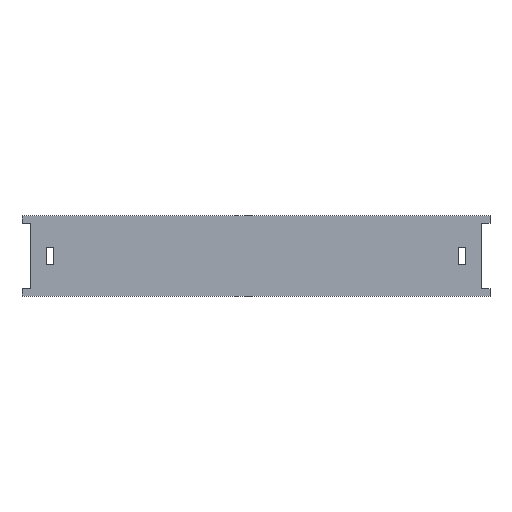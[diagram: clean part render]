
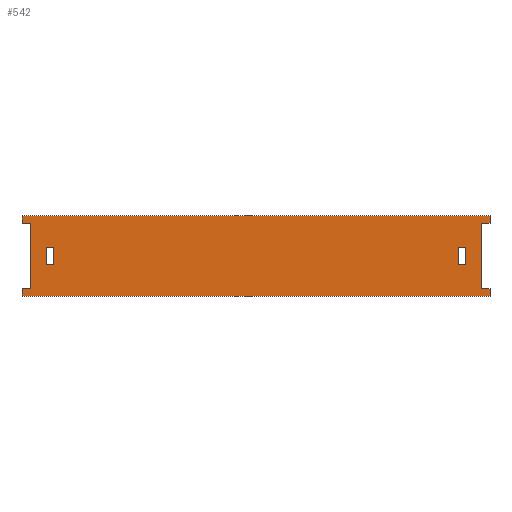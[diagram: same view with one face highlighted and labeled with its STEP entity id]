
A CAD part, top view. The second image highlights one B-rep face of the part: STEP entity #542.
In plain terms, the highlighted planar face has unit normal (0, 0, 1).
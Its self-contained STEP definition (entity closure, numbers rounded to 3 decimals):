
#21=FACE_BOUND('',#107,.T.);
#22=FACE_BOUND('',#108,.T.);
#44=PLANE('',#592);
#72=FACE_OUTER_BOUND('',#106,.T.);
#106=EDGE_LOOP('',(#463,#464,#465,#466,#467,#468,#469,#470,#471,#472,#473,
#474));
#107=EDGE_LOOP('',(#475,#476,#477,#478));
#108=EDGE_LOOP('',(#479,#480,#481,#482));
#120=LINE('',#767,#184);
#123=LINE('',#773,#187);
#127=LINE('',#781,#191);
#130=LINE('',#785,#194);
#132=LINE('',#791,#196);
#135=LINE('',#797,#199);
#139=LINE('',#805,#203);
#142=LINE('',#809,#206);
#144=LINE('',#815,#208);
#148=LINE('',#823,#212);
#150=LINE('',#827,#214);
#153=LINE('',#833,#217);
#157=LINE('',#841,#221);
#160=LINE('',#847,#224);
#163=LINE('',#853,#227);
#165=LINE('',#857,#229);
#169=LINE('',#865,#233);
#171=LINE('',#869,#235);
#172=LINE('',#871,#236);
#173=LINE('',#872,#237);
#184=VECTOR('',#634,10.);
#187=VECTOR('',#639,10.);
#191=VECTOR('',#645,10.);
#194=VECTOR('',#650,10.);
#196=VECTOR('',#654,10.);
#199=VECTOR('',#659,10.);
#203=VECTOR('',#665,10.);
#206=VECTOR('',#670,10.);
#208=VECTOR('',#674,10.);
#212=VECTOR('',#680,10.);
#214=VECTOR('',#684,10.);
#217=VECTOR('',#689,10.);
#221=VECTOR('',#695,10.);
#224=VECTOR('',#700,10.);
#227=VECTOR('',#705,10.);
#229=VECTOR('',#709,10.);
#233=VECTOR('',#715,10.);
#235=VECTOR('',#719,10.);
#236=VECTOR('',#720,10.);
#237=VECTOR('',#721,10.);
#259=VERTEX_POINT('',#763);
#261=VERTEX_POINT('',#766);
#263=VERTEX_POINT('',#772);
#266=VERTEX_POINT('',#780);
#267=VERTEX_POINT('',#787);
#269=VERTEX_POINT('',#790);
#271=VERTEX_POINT('',#796);
#274=VERTEX_POINT('',#804);
#275=VERTEX_POINT('',#811);
#277=VERTEX_POINT('',#814);
#280=VERTEX_POINT('',#822);
#281=VERTEX_POINT('',#826);
#283=VERTEX_POINT('',#832);
#286=VERTEX_POINT('',#840);
#288=VERTEX_POINT('',#846);
#290=VERTEX_POINT('',#852);
#291=VERTEX_POINT('',#856);
#294=VERTEX_POINT('',#864);
#295=VERTEX_POINT('',#868);
#296=VERTEX_POINT('',#870);
#312=EDGE_CURVE('',#261,#259,#120,.T.);
#315=EDGE_CURVE('',#263,#261,#123,.T.);
#319=EDGE_CURVE('',#266,#263,#127,.T.);
#322=EDGE_CURVE('',#259,#266,#130,.T.);
#324=EDGE_CURVE('',#269,#267,#132,.T.);
#327=EDGE_CURVE('',#271,#269,#135,.T.);
#331=EDGE_CURVE('',#274,#271,#139,.T.);
#334=EDGE_CURVE('',#267,#274,#142,.T.);
#336=EDGE_CURVE('',#277,#275,#144,.T.);
#340=EDGE_CURVE('',#280,#277,#148,.T.);
#342=EDGE_CURVE('',#281,#280,#150,.T.);
#345=EDGE_CURVE('',#283,#281,#153,.T.);
#349=EDGE_CURVE('',#286,#283,#157,.T.);
#352=EDGE_CURVE('',#288,#286,#160,.T.);
#355=EDGE_CURVE('',#290,#288,#163,.T.);
#357=EDGE_CURVE('',#291,#290,#165,.T.);
#361=EDGE_CURVE('',#294,#291,#169,.T.);
#363=EDGE_CURVE('',#294,#295,#171,.T.);
#364=EDGE_CURVE('',#296,#275,#172,.T.);
#365=EDGE_CURVE('',#295,#296,#173,.T.);
#463=ORIENTED_EDGE('',*,*,#363,.F.);
#464=ORIENTED_EDGE('',*,*,#361,.T.);
#465=ORIENTED_EDGE('',*,*,#357,.T.);
#466=ORIENTED_EDGE('',*,*,#355,.T.);
#467=ORIENTED_EDGE('',*,*,#352,.T.);
#468=ORIENTED_EDGE('',*,*,#349,.T.);
#469=ORIENTED_EDGE('',*,*,#345,.T.);
#470=ORIENTED_EDGE('',*,*,#342,.T.);
#471=ORIENTED_EDGE('',*,*,#340,.T.);
#472=ORIENTED_EDGE('',*,*,#336,.T.);
#473=ORIENTED_EDGE('',*,*,#364,.F.);
#474=ORIENTED_EDGE('',*,*,#365,.F.);
#475=ORIENTED_EDGE('',*,*,#334,.T.);
#476=ORIENTED_EDGE('',*,*,#331,.T.);
#477=ORIENTED_EDGE('',*,*,#327,.T.);
#478=ORIENTED_EDGE('',*,*,#324,.T.);
#479=ORIENTED_EDGE('',*,*,#322,.T.);
#480=ORIENTED_EDGE('',*,*,#319,.T.);
#481=ORIENTED_EDGE('',*,*,#315,.T.);
#482=ORIENTED_EDGE('',*,*,#312,.T.);
#542=ADVANCED_FACE('',(#72,#21,#22),#44,.T.);
#592=AXIS2_PLACEMENT_3D('',#867,#717,#718);
#634=DIRECTION('',(-1.,0.,0.));
#639=DIRECTION('',(0.,-1.,0.));
#645=DIRECTION('',(1.,0.,0.));
#650=DIRECTION('',(0.,1.,0.));
#654=DIRECTION('',(-1.,0.,0.));
#659=DIRECTION('',(0.,-1.,0.));
#665=DIRECTION('',(1.,0.,0.));
#670=DIRECTION('',(0.,1.,0.));
#674=DIRECTION('',(0.,-1.,0.));
#680=DIRECTION('',(1.,0.,0.));
#684=DIRECTION('',(0.,-1.,0.));
#689=DIRECTION('',(-1.,0.,0.));
#695=DIRECTION('',(0.,1.,0.));
#700=DIRECTION('',(1.,0.,0.));
#705=DIRECTION('',(0.,1.,0.));
#709=DIRECTION('',(-1.,0.,0.));
#715=DIRECTION('',(0.,1.,0.));
#717=DIRECTION('center_axis',(0.,0.,1.));
#718=DIRECTION('ref_axis',(1.,0.,0.));
#719=DIRECTION('',(-1.,0.,0.));
#720=DIRECTION('',(1.,0.,0.));
#721=DIRECTION('',(0.,1.,0.));
#763=CARTESIAN_POINT('',(100.25,-4.25,8.));
#766=CARTESIAN_POINT('',(103.75,-4.25,8.));
#767=CARTESIAN_POINT('',(51.,-4.25,8.));
#772=CARTESIAN_POINT('',(103.75,4.25,8.));
#773=CARTESIAN_POINT('',(103.75,0.,8.));
#780=CARTESIAN_POINT('',(100.25,4.25,8.));
#781=CARTESIAN_POINT('',(51.,4.25,8.));
#785=CARTESIAN_POINT('',(100.25,0.,8.));
#787=CARTESIAN_POINT('',(-103.75,-4.25,8.));
#790=CARTESIAN_POINT('',(-100.25,-4.25,8.));
#791=CARTESIAN_POINT('',(-51.,-4.25,8.));
#796=CARTESIAN_POINT('',(-100.25,4.25,8.));
#797=CARTESIAN_POINT('',(-100.25,0.,8.));
#804=CARTESIAN_POINT('',(-103.75,4.25,8.));
#805=CARTESIAN_POINT('',(-51.,4.25,8.));
#809=CARTESIAN_POINT('',(-103.75,0.,8.));
#811=CARTESIAN_POINT('',(-112.,-16.25,8.));
#814=CARTESIAN_POINT('',(-112.,16.25,8.));
#815=CARTESIAN_POINT('',(-112.,0.,8.));
#822=CARTESIAN_POINT('',(-116.,16.25,8.));
#823=CARTESIAN_POINT('',(-57.,16.25,8.));
#826=CARTESIAN_POINT('',(-116.,19.875,8.));
#827=CARTESIAN_POINT('',(-116.,9.031,8.));
#832=CARTESIAN_POINT('',(116.,19.875,8.));
#833=CARTESIAN_POINT('',(0.,19.875,8.));
#840=CARTESIAN_POINT('',(116.,16.25,8.));
#841=CARTESIAN_POINT('',(116.,9.031,8.));
#846=CARTESIAN_POINT('',(112.,16.25,8.));
#847=CARTESIAN_POINT('',(57.,16.25,8.));
#852=CARTESIAN_POINT('',(112.,-16.25,8.));
#853=CARTESIAN_POINT('',(112.,0.,8.));
#856=CARTESIAN_POINT('',(116.,-16.25,8.));
#857=CARTESIAN_POINT('',(57.,-16.25,8.));
#864=CARTESIAN_POINT('',(116.,-19.875,8.));
#865=CARTESIAN_POINT('',(116.,-9.031,8.));
#867=CARTESIAN_POINT('Origin',(0.,0.,8.));
#868=CARTESIAN_POINT('',(-116.,-19.875,8.));
#869=CARTESIAN_POINT('',(0.,-19.875,8.));
#870=CARTESIAN_POINT('',(-116.,-16.25,8.));
#871=CARTESIAN_POINT('',(-57.,-16.25,8.));
#872=CARTESIAN_POINT('',(-116.,-9.031,8.));
